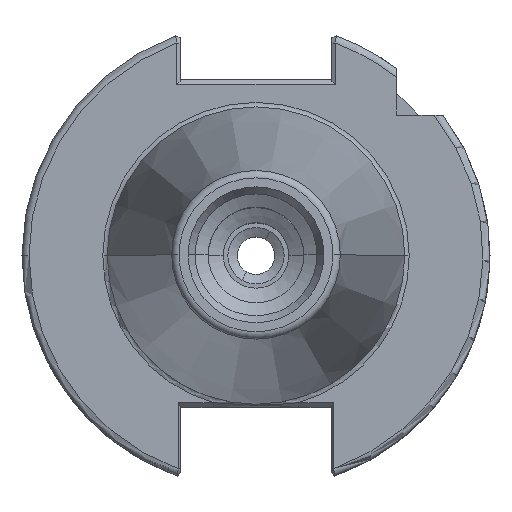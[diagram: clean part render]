
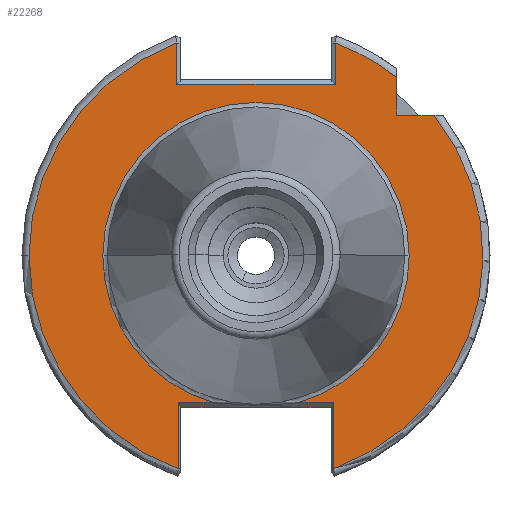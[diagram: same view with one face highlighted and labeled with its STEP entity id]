
A CAD part, top view. The second image highlights one B-rep face of the part: STEP entity #22268.
In plain terms, the highlighted planar face has unit normal (0, 0, 1).
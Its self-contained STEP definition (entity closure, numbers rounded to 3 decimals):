
#51 = EDGE_CURVE ( 'NONE', #11433, #12986, #5598, .T. ) ;
#104 = CARTESIAN_POINT ( 'NONE',  ( 8.288, 24.975, -3.2 ) ) ;
#142 = DIRECTION ( 'NONE',  ( -1., 0., 0. ) ) ;
#403 = PLANE ( 'NONE',  #4730 ) ;
#608 = EDGE_CURVE ( 'NONE', #4740, #17118, #5301, .T. ) ;
#720 = DIRECTION ( 'NONE',  ( 0., 0., 1. ) ) ;
#1179 = DIRECTION ( 'NONE',  ( 1., 0., 0. ) ) ;
#1185 = CIRCLE ( 'NONE', #21075, 24.225 ) ;
#1214 = EDGE_CURVE ( 'NONE', #3689, #8595, #13513, .T. ) ;
#1281 = ORIENTED_EDGE ( 'NONE', *, *, #16899, .T. ) ;
#1304 = ORIENTED_EDGE ( 'NONE', *, *, #7157, .F. ) ;
#1414 = VERTEX_POINT ( 'NONE', #15461 ) ;
#1448 = LINE ( 'NONE', #9714, #10249 ) ;
#1766 = CARTESIAN_POINT ( 'NONE',  ( 8.288, -15.7, -3.2 ) ) ;
#1894 = DIRECTION ( 'NONE',  ( 0., -1., 0. ) ) ;
#2092 = EDGE_CURVE ( 'NONE', #7631, #18804, #16718, .T. ) ;
#2158 = CIRCLE ( 'NONE', #12216, 16.35 ) ;
#2277 = ORIENTED_EDGE ( 'NONE', *, *, #4829, .T. ) ;
#2492 = CIRCLE ( 'NONE', #8367, 24.225 ) ;
#2582 = VERTEX_POINT ( 'NONE', #6765 ) ;
#2647 = CARTESIAN_POINT ( 'NONE',  ( 8.478, 18.8, -3.2 ) ) ;
#3010 = DIRECTION ( 'NONE',  ( 0., 0., -1. ) ) ;
#3321 = VECTOR ( 'NONE', #11981, 1000. ) ;
#3537 = CARTESIAN_POINT ( 'NONE',  ( 15., 19.022, -3.2 ) ) ;
#3660 = LINE ( 'NONE', #19171, #12460 ) ;
#3689 = VERTEX_POINT ( 'NONE', #19595 ) ;
#3771 = DIRECTION ( 'NONE',  ( -1., 0., 0. ) ) ;
#3898 = CARTESIAN_POINT ( 'NONE',  ( -8.478, 22.693, -3.2 ) ) ;
#4003 = LINE ( 'NONE', #11001, #8674 ) ;
#4040 = VERTEX_POINT ( 'NONE', #1766 ) ;
#4205 = DIRECTION ( 'NONE',  ( 0., 0., -1. ) ) ;
#4408 = AXIS2_PLACEMENT_3D ( 'NONE', #20195, #9741, #21940 ) ;
#4730 = AXIS2_PLACEMENT_3D ( 'NONE', #17960, #7472, #19705 ) ;
#4740 = VERTEX_POINT ( 'NONE', #21072 ) ;
#4755 = CARTESIAN_POINT ( 'NONE',  ( 0., 0., -3.2 ) ) ;
#4829 = EDGE_CURVE ( 'NONE', #8943, #2582, #19223, .T. ) ;
#5142 = ORIENTED_EDGE ( 'NONE', *, *, #14800, .T. ) ;
#5183 = CARTESIAN_POINT ( 'NONE',  ( 8.288, -22.763, -3.2 ) ) ;
#5263 = LINE ( 'NONE', #2647, #14590 ) ;
#5301 = CIRCLE ( 'NONE', #12123, 16.35 ) ;
#5598 = CIRCLE ( 'NONE', #4408, 16.35 ) ;
#6230 = VECTOR ( 'NONE', #18484, 1000. ) ;
#6536 = DIRECTION ( 'NONE',  ( -1., 0., 0. ) ) ;
#6765 = CARTESIAN_POINT ( 'NONE',  ( -8.288, -22.763, -3.2 ) ) ;
#6800 = ORIENTED_EDGE ( 'NONE', *, *, #13455, .T. ) ;
#6863 = DIRECTION ( 'NONE',  ( 0., 1., 0. ) ) ;
#7157 = EDGE_CURVE ( 'NONE', #8308, #3689, #11351, .T. ) ;
#7472 = DIRECTION ( 'NONE',  ( 0., 0., -1. ) ) ;
#7631 = VERTEX_POINT ( 'NONE', #13989 ) ;
#7900 = CARTESIAN_POINT ( 'NONE',  ( -8.478, 18.3, -3.2 ) ) ;
#7925 = CARTESIAN_POINT ( 'NONE',  ( 15., 15., -3.2 ) ) ;
#8060 = EDGE_CURVE ( 'NONE', #12986, #4740, #2158, .T. ) ;
#8277 = VERTEX_POINT ( 'NONE', #14038 ) ;
#8308 = VERTEX_POINT ( 'NONE', #3537 ) ;
#8367 = AXIS2_PLACEMENT_3D ( 'NONE', #21114, #10675, #142 ) ;
#8425 = VERTEX_POINT ( 'NONE', #3898 ) ;
#8553 = VECTOR ( 'NONE', #8720, 1000. ) ;
#8595 = VERTEX_POINT ( 'NONE', #11355 ) ;
#8674 = VECTOR ( 'NONE', #21444, 1000. ) ;
#8682 = CARTESIAN_POINT ( 'NONE',  ( 4.564, -15.7, -3.2 ) ) ;
#8720 = DIRECTION ( 'NONE',  ( 0., -1., 0. ) ) ;
#8943 = VERTEX_POINT ( 'NONE', #21284 ) ;
#9134 = ORIENTED_EDGE ( 'NONE', *, *, #22302, .T. ) ;
#9307 = DIRECTION ( 'NONE',  ( 0., 0., 1. ) ) ;
#9714 = CARTESIAN_POINT ( 'NONE',  ( -2.21, -15.7, -3.2 ) ) ;
#9741 = DIRECTION ( 'NONE',  ( 0., 0., -1. ) ) ;
#9929 = CARTESIAN_POINT ( 'NONE',  ( -4.564, -15.7, -3.2 ) ) ;
#9976 = ORIENTED_EDGE ( 'NONE', *, *, #16430, .T. ) ;
#10052 = CARTESIAN_POINT ( 'NONE',  ( 0., 0., -3.2 ) ) ;
#10205 = CARTESIAN_POINT ( 'NONE',  ( -8.095, 18.3, -3.2 ) ) ;
#10249 = VECTOR ( 'NONE', #16739, 1000. ) ;
#10345 = FACE_OUTER_BOUND ( 'NONE', #20471, .T. ) ;
#10675 = DIRECTION ( 'NONE',  ( 0., 0., 1. ) ) ;
#11001 = CARTESIAN_POINT ( 'NONE',  ( -8.288, 24.975, -3.2 ) ) ;
#11265 = CARTESIAN_POINT ( 'NONE',  ( 0., 0., -3.2 ) ) ;
#11351 = LINE ( 'NONE', #22649, #8553 ) ;
#11355 = CARTESIAN_POINT ( 'NONE',  ( 19.022, 15., -3.2 ) ) ;
#11433 = VERTEX_POINT ( 'NONE', #9929 ) ;
#11492 = CARTESIAN_POINT ( 'NONE',  ( 8.05, -15.7, -3.2 ) ) ;
#11892 = VERTEX_POINT ( 'NONE', #5183 ) ;
#11953 = EDGE_CURVE ( 'NONE', #4040, #11892, #13910, .T. ) ;
#11981 = DIRECTION ( 'NONE',  ( -1., 0., 0. ) ) ;
#12041 = ORIENTED_EDGE ( 'NONE', *, *, #11953, .T. ) ;
#12123 = AXIS2_PLACEMENT_3D ( 'NONE', #10052, #4205, #3771 ) ;
#12216 = AXIS2_PLACEMENT_3D ( 'NONE', #13514, #3010, #15258 ) ;
#12460 = VECTOR ( 'NONE', #6863, 1000. ) ;
#12933 = EDGE_CURVE ( 'NONE', #11892, #8595, #1185, .T. ) ;
#12986 = VERTEX_POINT ( 'NONE', #19955 ) ;
#13010 = DIRECTION ( 'NONE',  ( -1., 0., 0. ) ) ;
#13069 = EDGE_CURVE ( 'NONE', #1414, #11433, #1448, .T. ) ;
#13116 = ORIENTED_EDGE ( 'NONE', *, *, #1214, .F. ) ;
#13455 = EDGE_CURVE ( 'NONE', #8308, #8277, #17592, .T. ) ;
#13513 = LINE ( 'NONE', #7925, #18139 ) ;
#13514 = CARTESIAN_POINT ( 'NONE',  ( 0., 0., -3.2 ) ) ;
#13748 = EDGE_CURVE ( 'NONE', #8425, #8943, #2492, .T. ) ;
#13910 = LINE ( 'NONE', #104, #22647 ) ;
#13989 = CARTESIAN_POINT ( 'NONE',  ( 8.478, 18.3, -3.2 ) ) ;
#14038 = CARTESIAN_POINT ( 'NONE',  ( 8.478, 22.693, -3.2 ) ) ;
#14590 = VECTOR ( 'NONE', #20163, 1000. ) ;
#14800 = EDGE_CURVE ( 'NONE', #17118, #4040, #15572, .T. ) ;
#15258 = DIRECTION ( 'NONE',  ( -1., 0., 0. ) ) ;
#15445 = ORIENTED_EDGE ( 'NONE', *, *, #13748, .T. ) ;
#15461 = CARTESIAN_POINT ( 'NONE',  ( -8.288, -15.7, -3.2 ) ) ;
#15572 = LINE ( 'NONE', #11492, #6230 ) ;
#15801 = ORIENTED_EDGE ( 'NONE', *, *, #8060, .T. ) ;
#16430 = EDGE_CURVE ( 'NONE', #18804, #8425, #3660, .T. ) ;
#16718 = LINE ( 'NONE', #10205, #3321 ) ;
#16731 = AXIS2_PLACEMENT_3D ( 'NONE', #19781, #9307, #21512 ) ;
#16739 = DIRECTION ( 'NONE',  ( 1., 0., 0. ) ) ;
#16899 = EDGE_CURVE ( 'NONE', #8277, #7631, #5263, .T. ) ;
#17025 = DIRECTION ( 'NONE',  ( 0., 0., 1. ) ) ;
#17118 = VERTEX_POINT ( 'NONE', #8682 ) ;
#17592 = CIRCLE ( 'NONE', #20941, 24.225 ) ;
#17732 = ORIENTED_EDGE ( 'NONE', *, *, #13069, .T. ) ;
#17960 = CARTESIAN_POINT ( 'NONE',  ( 0., 24.975, -3.2 ) ) ;
#18139 = VECTOR ( 'NONE', #1179, 1000. ) ;
#18484 = DIRECTION ( 'NONE',  ( 1., 0., 0. ) ) ;
#18804 = VERTEX_POINT ( 'NONE', #7900 ) ;
#19027 = ORIENTED_EDGE ( 'NONE', *, *, #51, .T. ) ;
#19087 = ORIENTED_EDGE ( 'NONE', *, *, #12933, .T. ) ;
#19171 = CARTESIAN_POINT ( 'NONE',  ( -8.478, 22.832, -3.2 ) ) ;
#19223 = CIRCLE ( 'NONE', #16731, 24.225 ) ;
#19595 = CARTESIAN_POINT ( 'NONE',  ( 15., 15., -3.2 ) ) ;
#19705 = DIRECTION ( 'NONE',  ( -1., 0., 0. ) ) ;
#19781 = CARTESIAN_POINT ( 'NONE',  ( 0., 0., -3.2 ) ) ;
#19955 = CARTESIAN_POINT ( 'NONE',  ( -16.35, 0., -3.2 ) ) ;
#20163 = DIRECTION ( 'NONE',  ( 0., -1., 0. ) ) ;
#20195 = CARTESIAN_POINT ( 'NONE',  ( 0., 0., -3.2 ) ) ;
#20471 = EDGE_LOOP ( 'NONE', ( #19027, #15801, #21542, #5142, #12041, #19087, #13116, #1304, #6800, #1281, #22384, #9976, #15445, #2277, #9134, #17732 ) ) ;
#20941 = AXIS2_PLACEMENT_3D ( 'NONE', #4755, #17025, #6536 ) ;
#21072 = CARTESIAN_POINT ( 'NONE',  ( 16.35, 0., -3.2 ) ) ;
#21075 = AXIS2_PLACEMENT_3D ( 'NONE', #11265, #720, #13010 ) ;
#21114 = CARTESIAN_POINT ( 'NONE',  ( 0., 0., -3.2 ) ) ;
#21284 = CARTESIAN_POINT ( 'NONE',  ( -24.225, 0., -3.2 ) ) ;
#21444 = DIRECTION ( 'NONE',  ( 0., 1., 0. ) ) ;
#21512 = DIRECTION ( 'NONE',  ( -1., 0., 0. ) ) ;
#21542 = ORIENTED_EDGE ( 'NONE', *, *, #608, .T. ) ;
#21940 = DIRECTION ( 'NONE',  ( -1., 0., 0. ) ) ;
#22268 = ADVANCED_FACE ( 'NONE', ( #10345 ), #403, .F. ) ;
#22302 = EDGE_CURVE ( 'NONE', #2582, #1414, #4003, .T. ) ;
#22384 = ORIENTED_EDGE ( 'NONE', *, *, #2092, .T. ) ;
#22647 = VECTOR ( 'NONE', #1894, 1000. ) ;
#22649 = CARTESIAN_POINT ( 'NONE',  ( 15., 25.813, -3.2 ) ) ;
